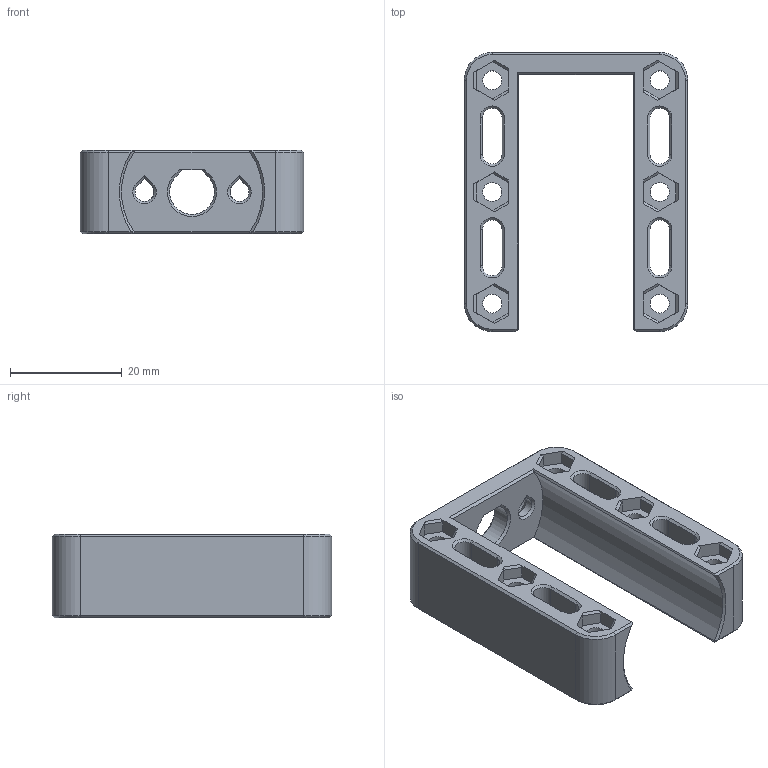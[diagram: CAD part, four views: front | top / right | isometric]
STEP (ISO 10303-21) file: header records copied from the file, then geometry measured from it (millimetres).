
FILE_DESCRIPTION(('STEP AP242'), '1');
FILE_NAME('Ñêîáà', '', ('UNSPECIFIED'), ('UNSPECIFIED'), 'C3D Converter', 'C3D Toolkit', '');
FILE_SCHEMA(('AP242_MANAGED_MODEL_BASED_3D_ENGINEERING_MIM_LF { 1 0 10303 442 1 1 4 }'));
Length unit declared in the file: millimetre
Products named in the file (7): -02; -05
Assembly tree (7 placements, depth 3):
  (unnamed)
    -02
      (unnamed)
    -05
      (unnamed)
    -02  x2
      (unnamed)
Bounding box: 40 x 50 x 15 mm (x, y, z)
Volume: 9876.6 mm3; surface area: 8118 mm2
Topology: 1 solids, 1 shells, 188 faces, 468 edges, 288 vertices
Faces by surface type: plane 125, cone 38, cylinder 25
Full cylindrical faces by diameter (mm): 3.4 x6, 5.8 x2
Entity records: 5974 total; most frequent: CARTESIAN_POINT 1110, DIRECTION 918, ORIENTED_EDGE 904, EDGE_CURVE 452, LINE 350, VECTOR 350, VERTEX_POINT 288, AXIS2_PLACEMENT_3D 284
